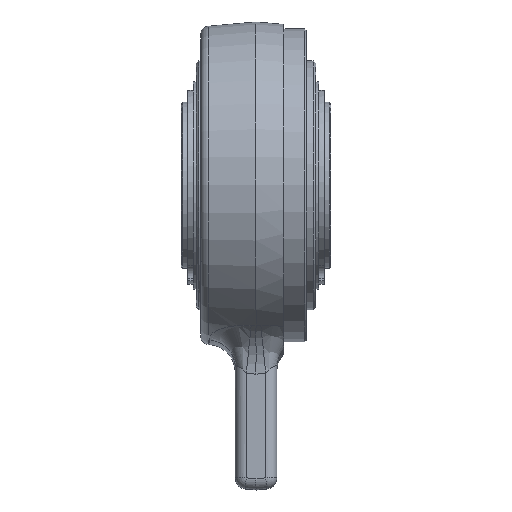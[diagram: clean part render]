
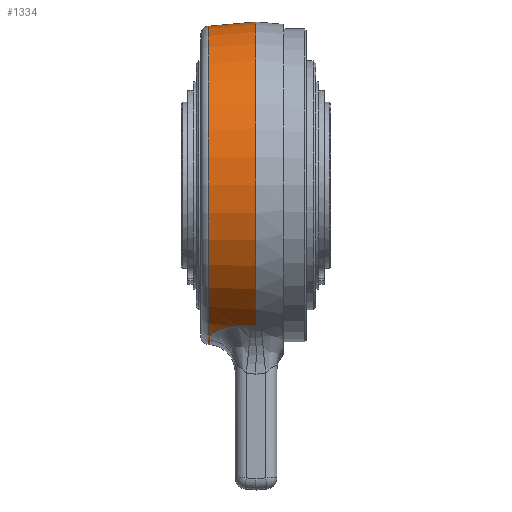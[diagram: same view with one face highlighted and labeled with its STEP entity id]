
A CAD part, top view. The second image highlights one B-rep face of the part: STEP entity #1334.
In plain terms, the highlighted conical face has half-angle 5 degrees and reference radius 58.245 mm.
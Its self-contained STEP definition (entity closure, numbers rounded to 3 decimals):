
#184=CARTESIAN_POINT('',(-17.261,0.,0.));
#185=DIRECTION('',(1.,0.,0.));
#186=DIRECTION('',(0.,1.,0.));
#187=AXIS2_PLACEMENT_3D('',#184,#185,#186);
#189=CARTESIAN_POINT('',(-17.261,0.,0.));
#190=DIRECTION('',(1.,0.,0.));
#191=DIRECTION('',(0.,1.,0.004));
#192=AXIS2_PLACEMENT_3D('',#189,#190,#191);
#194=CARTESIAN_POINT('',(-17.261,0.,0.));
#195=DIRECTION('',(1.,0.,0.));
#196=DIRECTION('',(0.,0.,1.));
#197=AXIS2_PLACEMENT_3D('',#194,#195,#196);
#204=CARTESIAN_POINT('',(0.,-50.861,29.902));
#205=CARTESIAN_POINT('',(-0.195,-50.843,
29.9));
#206=CARTESIAN_POINT('',(-0.586,-50.806,
29.896));
#207=CARTESIAN_POINT('',(-1.171,-50.75,29.889));
#208=CARTESIAN_POINT('',(-1.562,-50.713,29.885));
#209=CARTESIAN_POINT('',(-1.757,-50.694,29.883));
#211=DIRECTION('',(-0.996,0.087,0.));
#212=VECTOR('',#211,0.635);
#213=CARTESIAN_POINT('',(-16.628,-57.545,
0.));
#214=LINE('',#213,#212);
#341=CARTESIAN_POINT('',(0.,0.,0.));
#342=DIRECTION('',(-1.,0.,0.));
#343=DIRECTION('',(0.,-0.862,0.507));
#344=AXIS2_PLACEMENT_3D('',#341,#342,#343);
#346=CARTESIAN_POINT('',(0.,0.,0.));
#347=DIRECTION('',(-1.,0.,0.));
#348=DIRECTION('',(0.,0.,1.));
#349=AXIS2_PLACEMENT_3D('',#346,#347,#348);
#392=DIRECTION('',(-0.996,-0.087,0.));
#393=VECTOR('',#392,17.327);
#394=CARTESIAN_POINT('',(0.,59.,0.));
#395=LINE('',#394,#393);
#498=CARTESIAN_POINT('',(-16.628,0.,0.));
#499=DIRECTION('',(-1.,0.,0.));
#500=DIRECTION('',(0.,-1.,0.));
#501=AXIS2_PLACEMENT_3D('',#498,#499,#500);
#852=CARTESIAN_POINT('',(-16.628,-55.906,13.639));
#853=CARTESIAN_POINT('',(-16.628,-55.76,14.237));
#854=CARTESIAN_POINT('',(-16.673,-55.455,15.386));
#855=CARTESIAN_POINT('',(-16.672,-54.982,16.995));
#856=CARTESIAN_POINT('',(-16.544,-54.526,18.436));
#857=CARTESIAN_POINT('',(-16.297,-54.097,19.72));
#858=CARTESIAN_POINT('',(-15.938,-53.684,20.904));
#859=CARTESIAN_POINT('',(-15.465,-53.28,22.02));
#860=CARTESIAN_POINT('',(-14.877,-52.886,23.079));
#861=CARTESIAN_POINT('',(-14.169,-52.502,24.086));
#862=CARTESIAN_POINT('',(-13.338,-52.133,25.042));
#863=CARTESIAN_POINT('',(-12.379,-51.783,25.946));
#864=CARTESIAN_POINT('',(-11.29,-51.458,26.791));
#865=CARTESIAN_POINT('',(-10.067,-51.166,27.569));
#866=CARTESIAN_POINT('',(-8.724,-50.92,28.263));
#867=CARTESIAN_POINT('',(-7.305,-50.734,28.847));
#868=CARTESIAN_POINT('',(-5.855,-50.616,29.307));
#869=CARTESIAN_POINT('',(-4.415,-50.569,29.637));
#870=CARTESIAN_POINT('',(-3.023,-50.595,29.833));
#871=CARTESIAN_POINT('',(-2.169,-50.655,29.878));
#872=CARTESIAN_POINT('',(-1.757,-50.694,29.883));
#1086=CARTESIAN_POINT('',(-17.261,-57.49,
0.));
#1087=VERTEX_POINT('',#1086);
#1089=CARTESIAN_POINT('',(-17.261,57.49,
0.));
#1091=VERTEX_POINT('',#1089);
#1094=CARTESIAN_POINT('',(-17.261,0.,57.49));
#1095=VERTEX_POINT('',#1094);
#1096=CARTESIAN_POINT('',(-17.261,57.489,
0.216));
#1097=VERTEX_POINT('',#1096);
#1098=VERTEX_POINT('',#204);
#1099=VERTEX_POINT('',#209);
#1100=VERTEX_POINT('',#852);
#1101=CARTESIAN_POINT('',(-16.628,-57.545,
0.));
#1102=VERTEX_POINT('',#1101);
#1103=CARTESIAN_POINT('',(0.,59.,0.));
#1104=VERTEX_POINT('',#1103);
#1105=CARTESIAN_POINT('',(0.,0.,59.));
#1106=VERTEX_POINT('',#1105);
#1310=CARTESIAN_POINT('',(-8.631,0.,0.));
#1311=DIRECTION('',(1.,0.,0.));
#1312=DIRECTION('',(0.,0.,-1.));
#1313=AXIS2_PLACEMENT_3D('',#1310,#1311,#1312);
#1314=CONICAL_SURFACE('',#1313,58.245,5.);
#1316=ORIENTED_EDGE('',*,*,#1315,.T.);
#1318=ORIENTED_EDGE('',*,*,#1317,.F.);
#1320=ORIENTED_EDGE('',*,*,#1319,.F.);
#1322=ORIENTED_EDGE('',*,*,#1321,.T.);
#1323=ORIENTED_EDGE('',*,*,#1304,.F.);
#1324=ORIENTED_EDGE('',*,*,#1302,.F.);
#1325=ORIENTED_EDGE('',*,*,#1300,.F.);
#1327=ORIENTED_EDGE('',*,*,#1326,.F.);
#1329=ORIENTED_EDGE('',*,*,#1328,.F.);
#1331=ORIENTED_EDGE('',*,*,#1330,.F.);
#1332=EDGE_LOOP('',(#1316,#1318,#1320,#1322,#1323,#1324,#1325,#1327,#1329,
#1331));
#1333=FACE_OUTER_BOUND('',#1332,.F.);
#188=CIRCLE('',#187,57.49);
#193=CIRCLE('',#192,57.49);
#198=CIRCLE('',#197,57.49);
#210=B_SPLINE_CURVE_WITH_KNOTS('',3,(#204,#205,#206,#207,#208,#209),
.UNSPECIFIED.,.F.,.F.,(4,1,1,4),(0.,0.333,0.667,1.),
.UNSPECIFIED.);
#345=CIRCLE('',#344,59.);
#350=CIRCLE('',#349,59.);
#502=CIRCLE('',#501,57.545);
#873=B_SPLINE_CURVE_WITH_KNOTS('',3,(#852,#853,#854,#855,#856,#857,#858,#859,
#860,#861,#862,#863,#864,#865,#866,#867,#868,#869,#870,#871,#872),.UNSPECIFIED.,
.F.,.F.,(4,1,1,1,1,1,1,1,1,1,1,1,1,1,1,1,1,1,4),(0.,0.056,
0.111,0.167,0.222,0.278,
0.333,0.389,0.444,0.5,0.556,
0.611,0.667,0.722,0.778,
0.833,0.889,0.944,1.),.UNSPECIFIED.);
#1300=EDGE_CURVE('',#1091,#1097,#188,.T.);
#1302=EDGE_CURVE('',#1097,#1095,#193,.T.);
#1304=EDGE_CURVE('',#1095,#1087,#198,.T.);
#1315=EDGE_CURVE('',#1098,#1099,#210,.T.);
#1317=EDGE_CURVE('',#1100,#1099,#873,.T.);
#1319=EDGE_CURVE('',#1102,#1100,#502,.T.);
#1321=EDGE_CURVE('',#1102,#1087,#214,.T.);
#1326=EDGE_CURVE('',#1104,#1091,#395,.T.);
#1328=EDGE_CURVE('',#1106,#1104,#350,.T.);
#1330=EDGE_CURVE('',#1098,#1106,#345,.T.);
#1334=ADVANCED_FACE('',(#1333),#1314,.T.);
